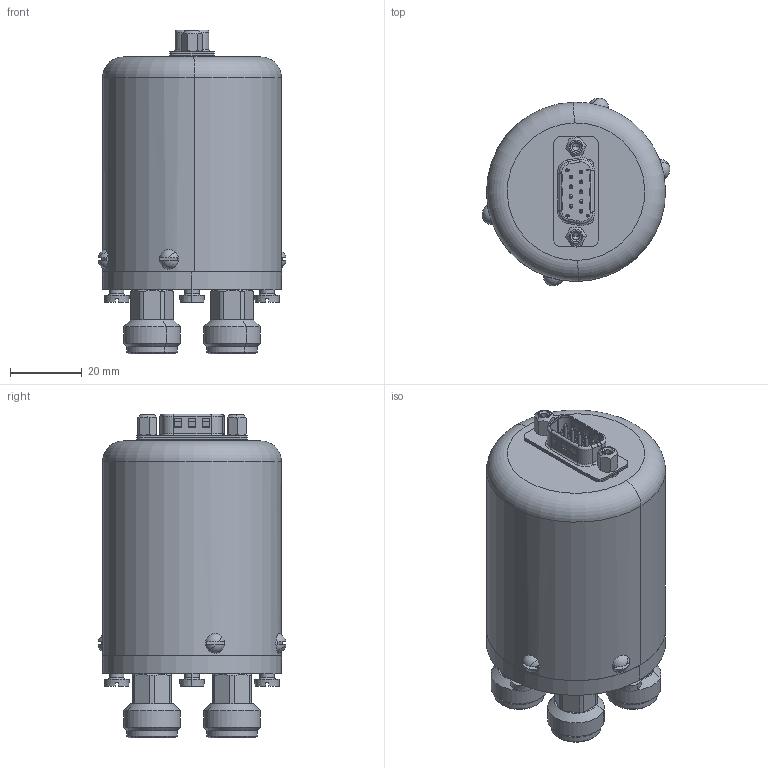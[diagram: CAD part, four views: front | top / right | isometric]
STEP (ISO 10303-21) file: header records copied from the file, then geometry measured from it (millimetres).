
FILE_DESCRIPTION (( 'STEP AP214' ), '1' );
FILE_NAME ('áåç êðîíøòåéíà.STEP', '2024-05-24T04:23:05', ( '' ), ( '' ), 'SwSTEP 2.0', 'SolidWorks 2018', '' );
FILE_SCHEMA (( 'AUTOMOTIVE_DESIGN' ));
Length unit declared in the file: millimetre
Products named in the file (12): 埱昉.713751.007 扻豵鵨; ÔÈÌÄ.434511.025 Ñîåäèíèòåëü N òèïà (íåãåðìåòè÷íûé); Âèëêà ÑÍÏ268-9ÂÏ11(2)-1-Â; ÔÈÌÄ.711312.001 Êîðïóñ ÊÑ ÑÂ×; áåç êðîíøòåéíà; ÔÈÌÄ.725113.001 Êîæóõ_¤«ï ¢¨«ª¨; Âèíò À.Ì3õ6 ÃÎÑÒ 17473-80; ﾔﾈﾌﾄ.305152.002 ﾊ鮻; 埱昉.711341.002 鎗鵻罻; 匀棠.468342.002_幞啷え瓲; 欣8.900.001 妈眚 󊅜,5; ÔÈÌÄ.434832.001 Êîíòàêòíàÿ ñèñòåìà ÑÂ×
Assembly tree (20 placements, depth 5):
  áåç êðîíøòåéíà
    匀棠.468342.002_幞啷え瓲
      ÔÈÌÄ.434832.001 Êîíòàêòíàÿ ñèñòåìà ÑÂ×
        ÔÈÌÄ.711312.001 Êîðïóñ ÊÑ ÑÂ×
        ÔÈÌÄ.434511.025 Ñîåäèíèòåëü N òèïà (íåãåðìåòè÷íûé)  x4
          埱昉.713751.007 扻豵鵨
          埱昉.711341.002 鎗鵻罻
    Âèëêà ÑÍÏ268-9ÂÏ11(2)-1-Â
    ﾔﾈﾌﾄ.305152.002 ﾊ鮻
      ÔÈÌÄ.725113.001 Êîæóõ_¤«ï ¢¨«ª¨
    欣8.900.001 妈眚 󊅜,5  x4
    Âèíò À.Ì3õ6 ÃÎÑÒ 17473-80  x4
Bounding box: 52.46 x 52.46 x 90.4 mm (x, y, z)
Volume: 39237.7 mm3; surface area: 43443.7 mm2
Topology: 48 solids, 48 shells, 1640 faces, 4087 edges, 2628 vertices
Faces by surface type: plane 725, cylinder 415, bspline 237, cone 209, torus 46, sphere 8
Entity records: 57871 total; most frequent: CARTESIAN_POINT 25543, ORIENTED_EDGE 6522, DIRECTION 5618, EDGE_CURVE 3261, VERTEX_POINT 2133, AXIS2_PLACEMENT_3D 2013, LINE 1592, VECTOR 1592
